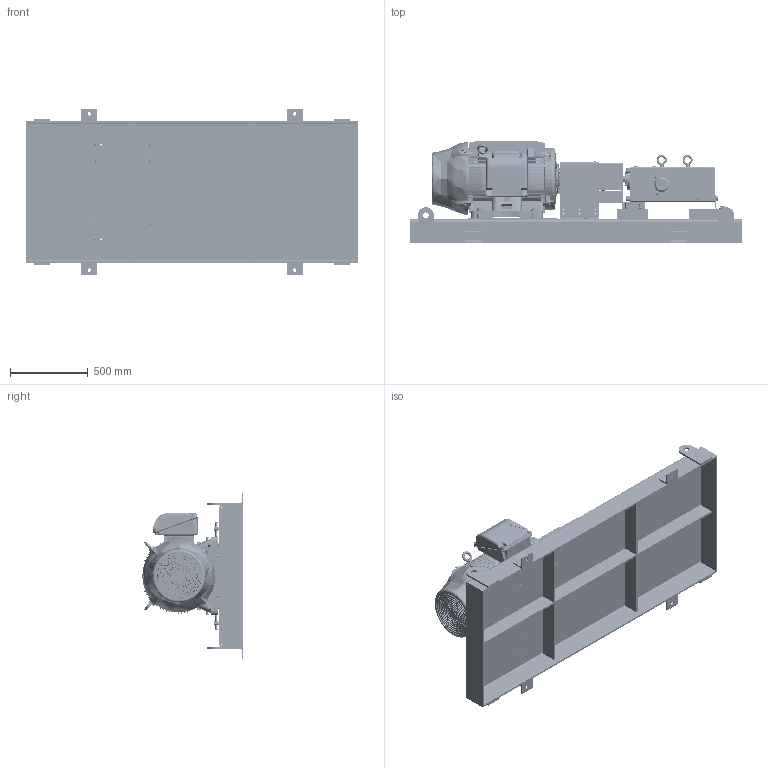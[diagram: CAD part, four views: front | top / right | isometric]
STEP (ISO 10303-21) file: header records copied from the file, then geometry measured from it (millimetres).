
FILE_DESCRIPTION (( 'STEP AP214' ), '1' );
FILE_NAME ('GPV-1445-015-U.STEP', '2019-09-27T13:42:03', ( '' ), ( '' ), 'SwSTEP 2.0', 'SolidWorks 2018', '' );
FILE_SCHEMA (( 'AUTOMOTIVE_DESIGN' ));
Length unit declared in the file: inch
Products named in the file (1): GPV-1445-015-U
Bounding box: 2133.6 x 655.75 x 1066.8 mm (x, y, z)
Volume: 217115047.6 mm3; surface area: 14584418.5 mm2
Topology: 140 solids, 163 shells, 9270 faces, 23652 edges, 15105 vertices
Faces by surface type: plane 4262, cylinder 1992, cone 1723, bspline 1231, torus 52, sphere 10
Entity records: 511692 total; most frequent: CARTESIAN_POINT 175513, ORIENTED_EDGE 47176, DIRECTION 39912, EDGE_CURVE 23588, VERTEX_POINT 15105, AXIS2_PLACEMENT_3D 13920, VECTOR 12072, LINE 12072
